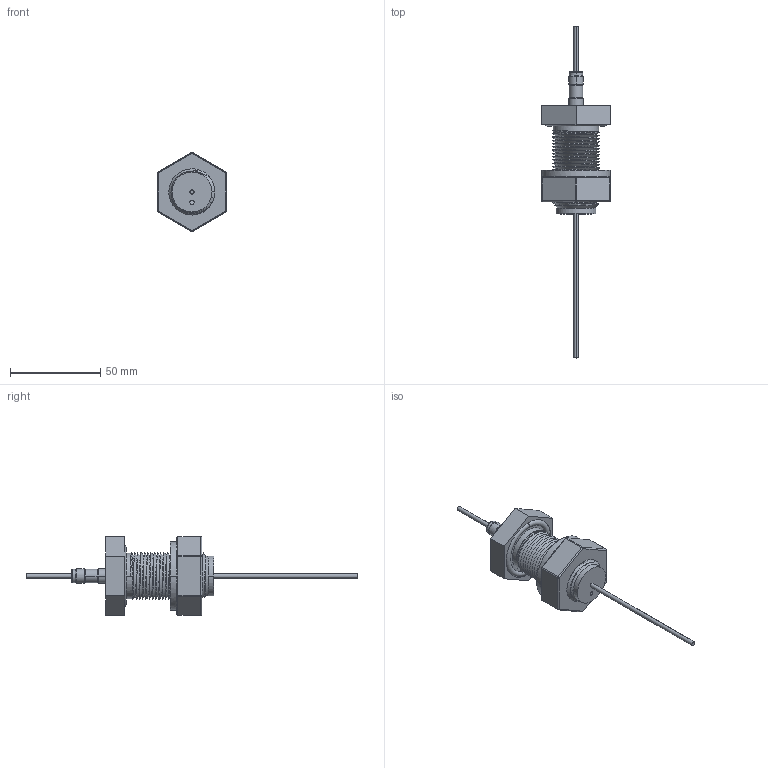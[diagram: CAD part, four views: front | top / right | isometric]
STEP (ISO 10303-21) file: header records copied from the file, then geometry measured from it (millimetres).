
FILE_DESCRIPTION (( 'STEP AP203' ), '1' );
FILE_NAME ('A0525-1-BP.STEP', '2013-07-16T11:12:34', ( '' ), ( '' ), 'SwSTEP 2.0', 'SolidWorks 2012', '' );
FILE_SCHEMA (( 'CONFIG_CONTROL_DESIGN' ));
Length unit declared in the file: inch
Products named in the file (1): A0525-1-BP
Bounding box: 38.1 x 184.15 x 43.99 mm (x, y, z)
Volume: 38091.7 mm3; surface area: 22058.2 mm2
Topology: 1 solids, 3 shells, 286 faces, 702 edges, 431 vertices
Faces by surface type: cylinder 128, cone 82, plane 48, torus 14, sphere 12, bspline 2
Entity records: 14775 total; most frequent: CARTESIAN_POINT 8266, ORIENTED_EDGE 1388, DIRECTION 1320, EDGE_CURVE 694, AXIS2_PLACEMENT_3D 542, VERTEX_POINT 427, EDGE_LOOP 307, FACE_OUTER_BOUND 286
